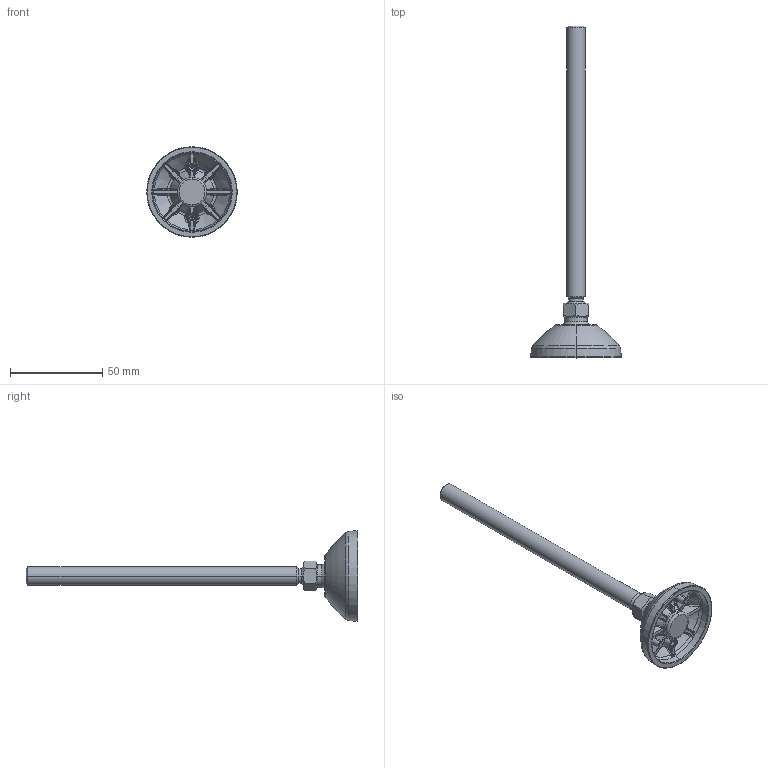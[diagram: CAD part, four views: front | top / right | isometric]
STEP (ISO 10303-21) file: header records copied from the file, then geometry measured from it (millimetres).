
FILE_DESCRIPTION (( 'STEP AP214' ), '1' );
FILE_NAME ('9d050k10150m.STEP', '2014-09-11T12:46:49', ( '' ), ( '' ), 'SwSTEP 2.0', 'SolidWorks 2014', '' );
FILE_SCHEMA (( 'AUTOMOTIVE_DESIGN' ));
Length unit declared in the file: millimetre
Products named in the file (3): 098dm10020m-Tab_098 dm 16 150; 098d050k_098D050K; 9d050k10150m
Assembly tree (2 placements, depth 2):
  9d050k10150m
    098d050k_098D050K
    098dm10020m-Tab_098 dm 16 150
Bounding box: 49 x 179.6 x 49 mm (x, y, z)
Volume: 27012.6 mm3; surface area: 13680.6 mm2
Topology: 2 solids, 2 shells, 439 faces, 1040 edges, 582 vertices
Faces by surface type: bspline 236, torus 58, cone 54, plane 49, cylinder 38, sphere 4
Entity records: 16642 total; most frequent: CARTESIAN_POINT 8354, ORIENTED_EDGE 2012, DIRECTION 1338, EDGE_CURVE 1006, AXIS2_PLACEMENT_3D 620, VERTEX_POINT 576, B_SPLINE_CURVE_WITH_KNOTS 496, EDGE_LOOP 444
